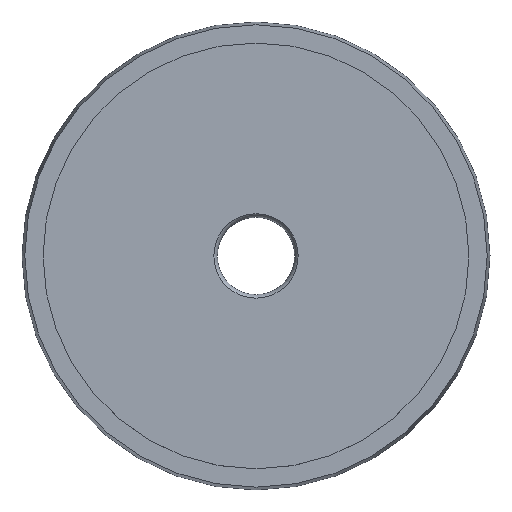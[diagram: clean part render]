
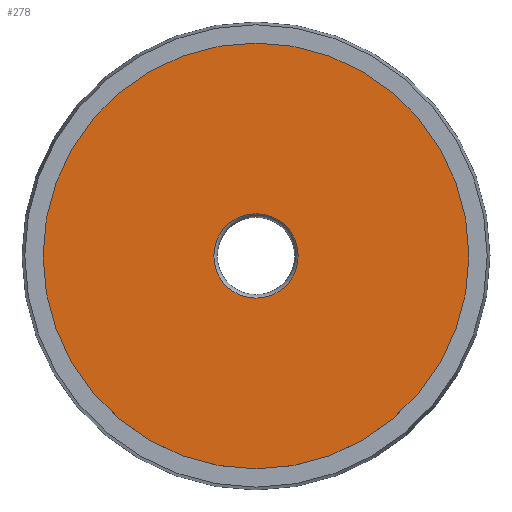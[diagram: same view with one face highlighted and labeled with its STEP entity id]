
A CAD part, top view. The second image highlights one B-rep face of the part: STEP entity #278.
In plain terms, the highlighted planar face has unit normal (0, 0, 1).
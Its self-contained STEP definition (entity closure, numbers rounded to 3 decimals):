
#1 = CIRCLE ( 'NONE', #589, 3. ) ;
#20 = DIRECTION ( 'NONE',  ( 1., 0., 0. ) ) ;
#26 = CIRCLE ( 'NONE', #27, 15.15 ) ;
#27 = AXIS2_PLACEMENT_3D ( 'NONE', #537, #477, #628 ) ;
#31 = VERTEX_POINT ( 'NONE', #55 ) ;
#46 = EDGE_LOOP ( 'NONE', ( #333, #432 ) ) ;
#55 = CARTESIAN_POINT ( 'NONE',  ( -15.15, 0., 0. ) ) ;
#56 = DIRECTION ( 'NONE',  ( -1., 0., 0. ) ) ;
#81 = EDGE_CURVE ( 'NONE', #123, #264, #302, .T. ) ;
#95 = DIRECTION ( 'NONE',  ( 0., 0., 1. ) ) ;
#104 = EDGE_LOOP ( 'NONE', ( #500, #295 ) ) ;
#110 = DIRECTION ( 'NONE',  ( 0., 0., 1. ) ) ;
#123 = VERTEX_POINT ( 'NONE', #580 ) ;
#142 = AXIS2_PLACEMENT_3D ( 'NONE', #565, #110, #370 ) ;
#158 = DIRECTION ( 'NONE',  ( 0., 0., 1. ) ) ;
#219 = VERTEX_POINT ( 'NONE', #471 ) ;
#260 = EDGE_CURVE ( 'NONE', #264, #123, #1, .T. ) ;
#264 = VERTEX_POINT ( 'NONE', #644 ) ;
#278 = ADVANCED_FACE ( 'NONE', ( #340, #460 ), #448, .F. ) ;
#290 = CARTESIAN_POINT ( 'NONE',  ( 0., 0., 0. ) ) ;
#295 = ORIENTED_EDGE ( 'NONE', *, *, #260, .F. ) ;
#302 = CIRCLE ( 'NONE', #465, 3. ) ;
#304 = EDGE_CURVE ( 'NONE', #219, #31, #358, .T. ) ;
#314 = CARTESIAN_POINT ( 'NONE',  ( 0., 0., 0. ) ) ;
#333 = ORIENTED_EDGE ( 'NONE', *, *, #304, .T. ) ;
#340 = FACE_BOUND ( 'NONE', #104, .T. ) ;
#347 = DIRECTION ( 'NONE',  ( 0., 0., -1. ) ) ;
#358 = CIRCLE ( 'NONE', #142, 15.15 ) ;
#370 = DIRECTION ( 'NONE',  ( 1., 0., 0. ) ) ;
#432 = ORIENTED_EDGE ( 'NONE', *, *, #435, .T. ) ;
#435 = EDGE_CURVE ( 'NONE', #31, #219, #26, .T. ) ;
#448 = PLANE ( 'NONE',  #560 ) ;
#460 = FACE_OUTER_BOUND ( 'NONE', #46, .T. ) ;
#465 = AXIS2_PLACEMENT_3D ( 'NONE', #314, #158, #20 ) ;
#471 = CARTESIAN_POINT ( 'NONE',  ( 15.15, 0., 0. ) ) ;
#477 = DIRECTION ( 'NONE',  ( 0., 0., 1. ) ) ;
#500 = ORIENTED_EDGE ( 'NONE', *, *, #81, .F. ) ;
#537 = CARTESIAN_POINT ( 'NONE',  ( 0., 0., 0. ) ) ;
#560 = AXIS2_PLACEMENT_3D ( 'NONE', #602, #347, #56 ) ;
#565 = CARTESIAN_POINT ( 'NONE',  ( 0., 0., 0. ) ) ;
#573 = DIRECTION ( 'NONE',  ( 1., 0., 0. ) ) ;
#580 = CARTESIAN_POINT ( 'NONE',  ( 3., 0., 0. ) ) ;
#589 = AXIS2_PLACEMENT_3D ( 'NONE', #290, #95, #573 ) ;
#602 = CARTESIAN_POINT ( 'NONE',  ( 0., 0., 0. ) ) ;
#628 = DIRECTION ( 'NONE',  ( 1., 0., 0. ) ) ;
#644 = CARTESIAN_POINT ( 'NONE',  ( -3., 0., 0. ) ) ;
